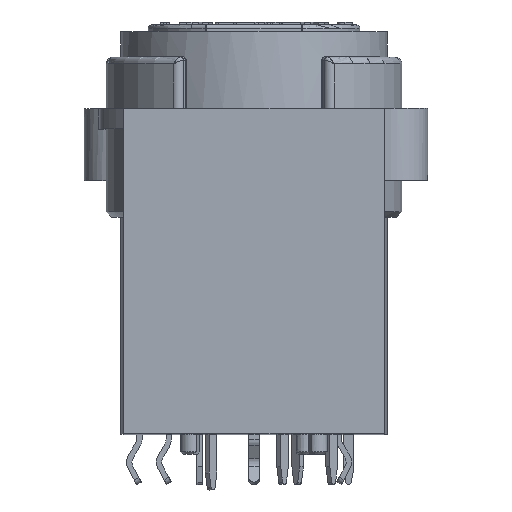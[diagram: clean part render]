
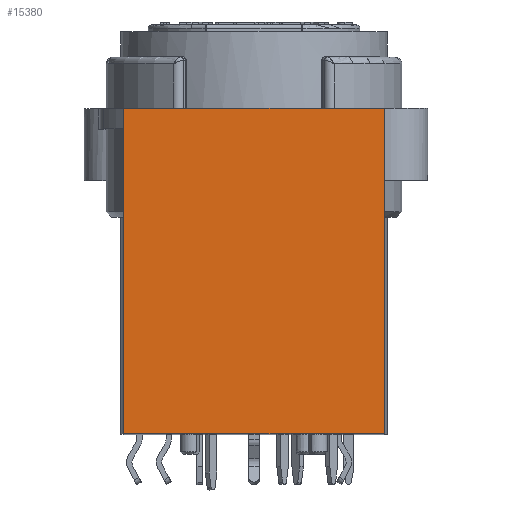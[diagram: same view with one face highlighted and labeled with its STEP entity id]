
A CAD part, top view. The second image highlights one B-rep face of the part: STEP entity #15380.
In plain terms, the highlighted planar face has unit normal (0, 0, 1).
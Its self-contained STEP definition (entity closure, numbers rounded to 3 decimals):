
#5745=DIRECTION('',(-1.,0.,0.));
#5746=VECTOR('',#5745,19.2);
#5747=CARTESIAN_POINT('',(14.62,29.762,27.04));
#5748=LINE('',#5747,#5746);
#5752=DIRECTION('',(0.,1.,0.));
#5753=VECTOR('',#5752,23.993);
#5754=CARTESIAN_POINT('',(14.62,5.769,27.04));
#5755=LINE('',#5754,#5753);
#5759=DIRECTION('',(1.,0.,0.));
#5760=VECTOR('',#5759,19.2);
#5761=CARTESIAN_POINT('',(-4.58,5.769,27.04));
#5762=LINE('',#5761,#5760);
#5780=DIRECTION('',(0.,-1.,0.));
#5781=VECTOR('',#5780,23.993);
#5782=CARTESIAN_POINT('',(-4.58,29.762,27.04));
#5783=LINE('',#5782,#5781);
#12869=CARTESIAN_POINT('',(14.62,5.769,27.04));
#12870=VERTEX_POINT('',#12869);
#12871=CARTESIAN_POINT('',(-4.58,5.769,
27.04));
#12872=VERTEX_POINT('',#12871);
#13028=CARTESIAN_POINT('',(14.62,29.762,27.04));
#13029=VERTEX_POINT('',#13028);
#13135=CARTESIAN_POINT('',(-4.58,29.762,
27.04));
#13136=VERTEX_POINT('',#13135);
#15368=CARTESIAN_POINT('',(5.02,17.766,27.04));
#15369=DIRECTION('',(0.,0.,1.));
#15370=DIRECTION('',(0.,-1.,0.));
#15371=AXIS2_PLACEMENT_3D('',#15368,#15369,#15370);
#15372=PLANE('',#15371);
#15374=ORIENTED_EDGE('',*,*,#15373,.F.);
#15375=ORIENTED_EDGE('',*,*,#14791,.F.);
#15376=ORIENTED_EDGE('',*,*,#14509,.F.);
#15377=ORIENTED_EDGE('',*,*,#14356,.F.);
#15378=EDGE_LOOP('',(#15374,#15375,#15376,#15377));
#15379=FACE_OUTER_BOUND('',#15378,.F.);
#14356=EDGE_CURVE('',#12872,#12870,#5762,.T.);
#14509=EDGE_CURVE('',#12870,#13029,#5755,.T.);
#14791=EDGE_CURVE('',#13029,#13136,#5748,.T.);
#15373=EDGE_CURVE('',#13136,#12872,#5783,.T.);
#15380=ADVANCED_FACE('',(#15379),#15372,.T.);
